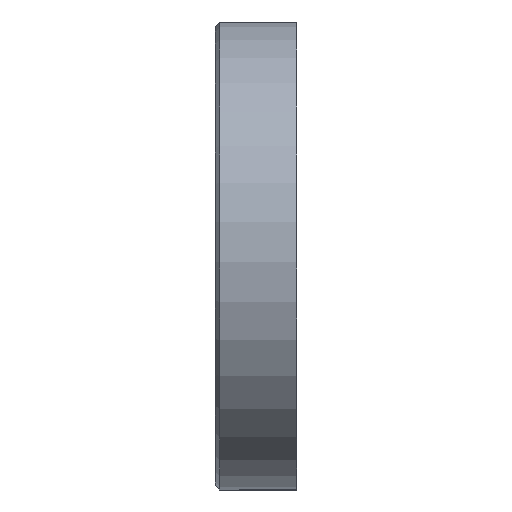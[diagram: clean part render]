
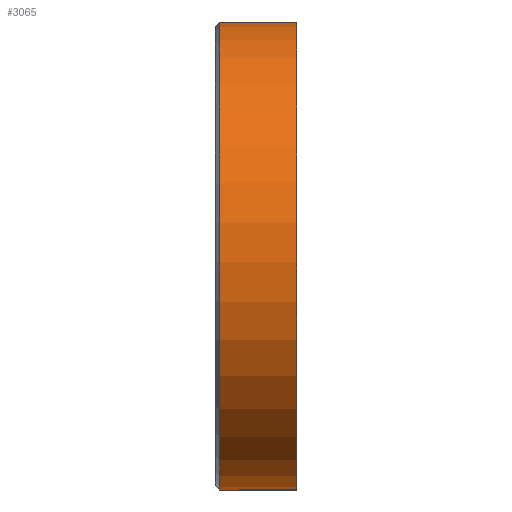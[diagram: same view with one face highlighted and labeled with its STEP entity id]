
A CAD part, left-side view. The second image highlights one B-rep face of the part: STEP entity #3065.
In plain terms, the highlighted cylindrical face has radius 50 mm (diameter 100 mm), a partial arc.
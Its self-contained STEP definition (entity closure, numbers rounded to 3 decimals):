
#128 = DIRECTION ( 'NONE',  ( 0., 0., 1. ) ) ;
#218 = VECTOR ( 'NONE', #4531, 1000. ) ;
#280 = AXIS2_PLACEMENT_3D ( 'NONE', #6229, #6275, #4288 ) ;
#531 = AXIS2_PLACEMENT_3D ( 'NONE', #7037, #7668, #2694 ) ;
#729 = ORIENTED_EDGE ( 'NONE', *, *, #2058, .T. ) ;
#1237 = CARTESIAN_POINT ( 'NONE',  ( 0., 41., -50. ) ) ;
#1341 = CIRCLE ( 'NONE', #280, 50. ) ;
#1366 = FACE_OUTER_BOUND ( 'NONE', #7169, .T. ) ;
#1476 = AXIS2_PLACEMENT_3D ( 'NONE', #2091, #7171, #128 ) ;
#1694 = EDGE_CURVE ( 'NONE', #5079, #7097, #1341, .T. ) ;
#1738 = DIRECTION ( 'NONE',  ( 0., 1., 0. ) ) ;
#2058 = EDGE_CURVE ( 'NONE', #5079, #7363, #3537, .T. ) ;
#2091 = CARTESIAN_POINT ( 'NONE',  ( 0., 40., 0. ) ) ;
#2694 = DIRECTION ( 'NONE',  ( 0., 0., -1. ) ) ;
#2805 = CIRCLE ( 'NONE', #1476, 50. ) ;
#3065 = ADVANCED_FACE ( 'NONE', ( #1366 ), #4540, .T. ) ;
#3231 = VERTEX_POINT ( 'NONE', #8041 ) ;
#3432 = EDGE_CURVE ( 'NONE', #3231, #7097, #7656, .T. ) ;
#3480 = CARTESIAN_POINT ( 'NONE',  ( 36.114, 23.5, 34.58 ) ) ;
#3537 = LINE ( 'NONE', #3654, #7822 ) ;
#3613 = ORIENTED_EDGE ( 'NONE', *, *, #3432, .T. ) ;
#3653 = ORIENTED_EDGE ( 'NONE', *, *, #1694, .F. ) ;
#3654 = CARTESIAN_POINT ( 'NONE',  ( 36.114, 41., 34.58 ) ) ;
#4187 = EDGE_CURVE ( 'NONE', #7363, #3231, #2805, .T. ) ;
#4288 = DIRECTION ( 'NONE',  ( 0., 0., 1. ) ) ;
#4531 = DIRECTION ( 'NONE',  ( 0., -1., 0. ) ) ;
#4540 = CYLINDRICAL_SURFACE ( 'NONE', #531, 50. ) ;
#4920 = CARTESIAN_POINT ( 'NONE',  ( 36.114, 40., 34.58 ) ) ;
#4979 = ORIENTED_EDGE ( 'NONE', *, *, #4187, .T. ) ;
#5079 = VERTEX_POINT ( 'NONE', #3480 ) ;
#5213 = CARTESIAN_POINT ( 'NONE',  ( 0., 23.5, -50. ) ) ;
#6229 = CARTESIAN_POINT ( 'NONE',  ( 0., 23.5, 0. ) ) ;
#6275 = DIRECTION ( 'NONE',  ( 0., -1., 0. ) ) ;
#7037 = CARTESIAN_POINT ( 'NONE',  ( 0., 41., 0. ) ) ;
#7097 = VERTEX_POINT ( 'NONE', #5213 ) ;
#7169 = EDGE_LOOP ( 'NONE', ( #729, #4979, #3613, #3653 ) ) ;
#7171 = DIRECTION ( 'NONE',  ( 0., -1., 0. ) ) ;
#7363 = VERTEX_POINT ( 'NONE', #4920 ) ;
#7656 = LINE ( 'NONE', #1237, #218 ) ;
#7668 = DIRECTION ( 'NONE',  ( 0., -1., 0. ) ) ;
#7822 = VECTOR ( 'NONE', #1738, 1000. ) ;
#8041 = CARTESIAN_POINT ( 'NONE',  ( 0., 40., -50. ) ) ;
